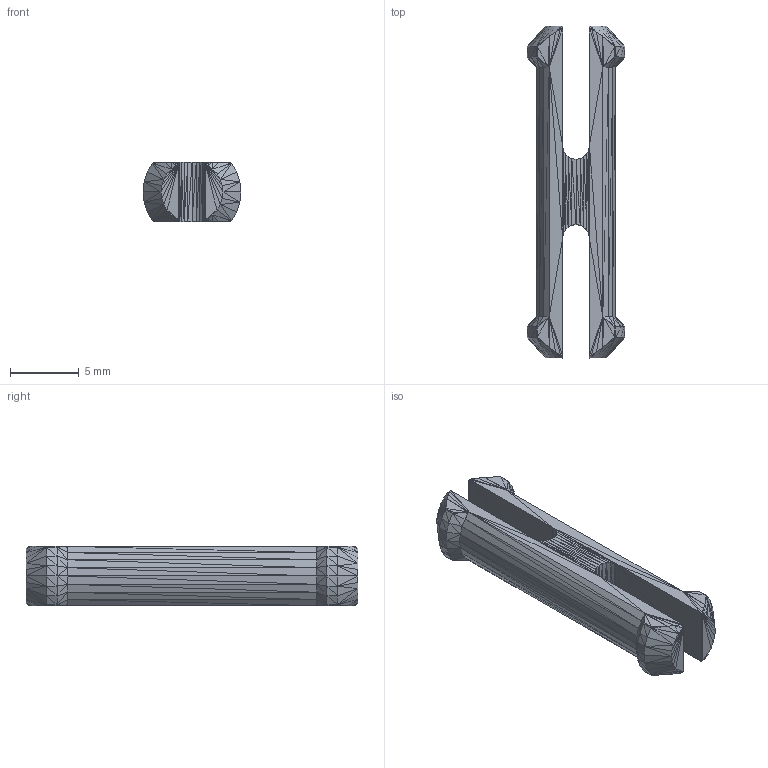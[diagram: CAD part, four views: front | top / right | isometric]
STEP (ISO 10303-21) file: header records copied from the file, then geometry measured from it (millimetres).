
FILE_DESCRIPTION (( 'STEP AP203' ), '1' );
FILE_NAME ('pin-2.step', '2023-07-13T23:07:32', ( '' ), ( '' ), 'SwSTEP 2.0', 'SolidWorks 2023', '' );
FILE_SCHEMA (( 'CONFIG_CONTROL_DESIGN' ));
Length unit declared in the file: millimetre
Products named in the file (1): pin-2
Bounding box: 7.1 x 24.1 x 4.3 mm (x, y, z)
Volume: 392.7 mm3; surface area: 558 mm2
Topology: 1 solids, 1 shells, 500 faces, 750 edges, 252 vertices
Faces by surface type: plane 500
Entity records: 9839 total; most frequent: DIRECTION 1752, CARTESIAN_POINT 1503, ORIENTED_EDGE 1500, VECTOR 750, EDGE_CURVE 750, LINE 750, AXIS2_PLACEMENT_3D 501, ADVANCED_FACE 500
